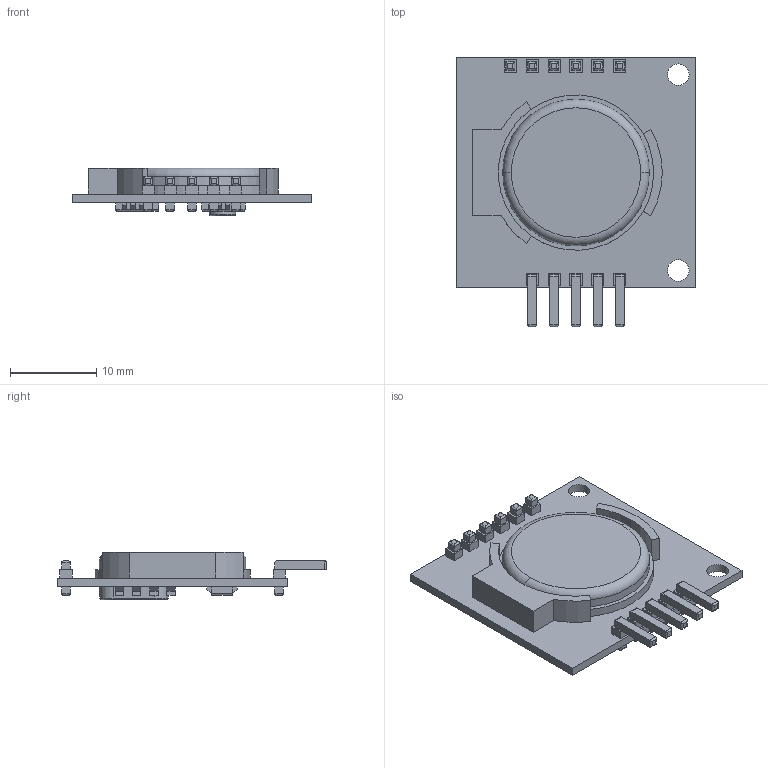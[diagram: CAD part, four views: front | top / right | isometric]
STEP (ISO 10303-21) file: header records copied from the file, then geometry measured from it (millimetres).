
FILE_DESCRIPTION (( 'STEP AP214' ), '1' );
FILE_NAME ('RTC 3017.SLDPRT.STEP', '2021-05-27T09:07:30', ( '' ), ( '' ), 'SwSTEP 2.0', 'SolidWorks 2020', '' );
FILE_SCHEMA (( 'AUTOMOTIVE_DESIGN' ));
Length unit declared in the file: millimetre
Products named in the file (1): RTC 3017.SLDPRT
Bounding box: 27.7 x 31.2 x 5.5 mm (x, y, z)
Volume: 1721.5 mm3; surface area: 2194 mm2
Topology: 1 solids, 1 shells, 431 faces, 1028 edges, 636 vertices
Faces by surface type: plane 308, cylinder 119, torus 4
Entity records: 15854 total; most frequent: CARTESIAN_POINT 2384, ORIENTED_EDGE 2056, DIRECTION 1848, EDGE_CURVE 1028, VECTOR 880, LINE 880, VERTEX_POINT 636, AXIS2_PLACEMENT_3D 484
